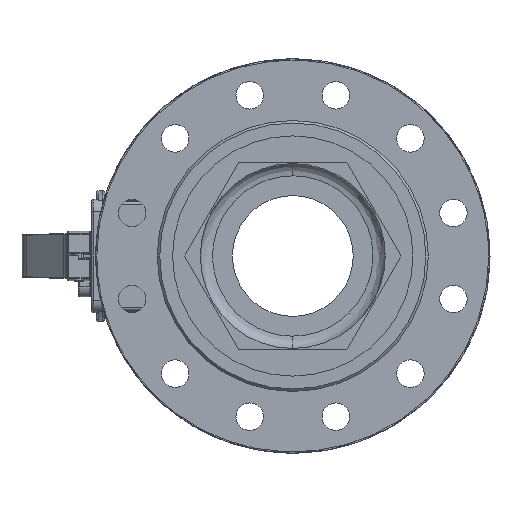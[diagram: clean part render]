
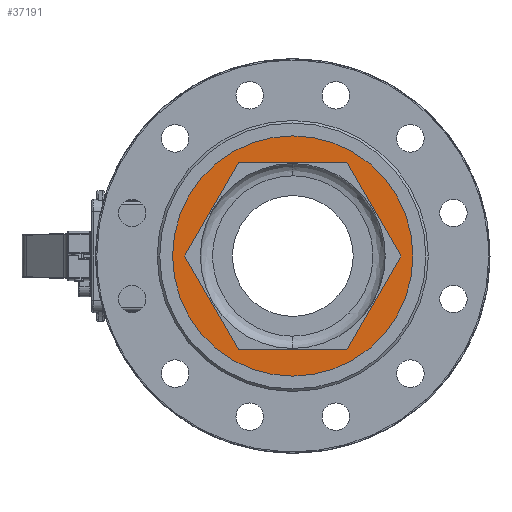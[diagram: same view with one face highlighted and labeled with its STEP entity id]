
A CAD part, left-side view. The second image highlights one B-rep face of the part: STEP entity #37191.
In plain terms, the highlighted planar face has unit normal (-1, 0, 0).
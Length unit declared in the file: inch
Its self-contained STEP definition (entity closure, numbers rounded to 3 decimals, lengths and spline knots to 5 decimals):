
#240 = DIRECTION ( 'NONE',  ( -1., 0., 0. ) ) ;
#3985 = CARTESIAN_POINT ( 'NONE',  ( 0., 3.45501, 0. ) ) ;
#5551 = LINE ( 'NONE', #5899, #12424 ) ;
#5899 = CARTESIAN_POINT ( 'NONE',  ( 0., 0., -2.99213 ) ) ;
#6170 = CIRCLE ( 'NONE', #9650, 3.83858 ) ;
#6645 = ORIENTED_EDGE ( 'NONE', *, *, #59136, .T. ) ;
#8744 = DIRECTION ( 'NONE',  ( -1., 0., 0. ) ) ;
#9575 = ORIENTED_EDGE ( 'NONE', *, *, #53156, .T. ) ;
#9650 = AXIS2_PLACEMENT_3D ( 'NONE', #60803, #240, #44047 ) ;
#9909 = CARTESIAN_POINT ( 'NONE',  ( 0., 1.7275, 2.99213 ) ) ;
#11855 = VERTEX_POINT ( 'NONE', #3985 ) ;
#12424 = VECTOR ( 'NONE', #44589, 39.37008 ) ;
#12844 = LINE ( 'NONE', #67251, #24554 ) ;
#13025 = VECTOR ( 'NONE', #59942, 39.37008 ) ;
#14518 = EDGE_CURVE ( 'NONE', #66142, #52891, #5551, .T. ) ;
#15800 = LINE ( 'NONE', #38073, #13025 ) ;
#17358 = CARTESIAN_POINT ( 'NONE',  ( 0., 0., 2.99213 ) ) ;
#18080 = EDGE_CURVE ( 'NONE', #43240, #56738, #12844, .T. ) ;
#23542 = VECTOR ( 'NONE', #53313, 39.37008 ) ;
#23751 = AXIS2_PLACEMENT_3D ( 'NONE', #48554, #36904, #36161 ) ;
#24554 = VECTOR ( 'NONE', #35107, 39.37008 ) ;
#26566 = ORIENTED_EDGE ( 'NONE', *, *, #64464, .T. ) ;
#29125 = ORIENTED_EDGE ( 'NONE', *, *, #46227, .T. ) ;
#30006 = ORIENTED_EDGE ( 'NONE', *, *, #18080, .T. ) ;
#32695 = ORIENTED_EDGE ( 'NONE', *, *, #63433, .T. ) ;
#33155 = VERTEX_POINT ( 'NONE', #9909 ) ;
#35107 = DIRECTION ( 'NONE',  ( 0., -0.5, -0.866 ) ) ;
#36161 = DIRECTION ( 'NONE',  ( 0., 0., -1. ) ) ;
#36904 = DIRECTION ( 'NONE',  ( -1., 0., 0. ) ) ;
#37152 = ORIENTED_EDGE ( 'NONE', *, *, #14518, .T. ) ;
#37191 = ADVANCED_FACE ( 'NONE', ( #41926, #47411 ), #47766, .T. ) ;
#38073 = CARTESIAN_POINT ( 'NONE',  ( 0., -3.45501, 0. ) ) ;
#41393 = VERTEX_POINT ( 'NONE', #51125 ) ;
#41926 = FACE_OUTER_BOUND ( 'NONE', #66625, .T. ) ;
#41964 = AXIS2_PLACEMENT_3D ( 'NONE', #69662, #8744, #63827 ) ;
#42115 = DIRECTION ( 'NONE',  ( 0., 0.5, 0.866 ) ) ;
#43240 = VERTEX_POINT ( 'NONE', #71917 ) ;
#44047 = DIRECTION ( 'NONE',  ( 0., 0., -1. ) ) ;
#44350 = VECTOR ( 'NONE', #42115, 39.37008 ) ;
#44589 = DIRECTION ( 'NONE',  ( 0., 1., 0. ) ) ;
#45959 = EDGE_LOOP ( 'NONE', ( #37152, #32695, #9575, #26566, #30006, #50518 ) ) ;
#46227 = EDGE_CURVE ( 'NONE', #49976, #41393, #6170, .T. ) ;
#47411 = FACE_BOUND ( 'NONE', #45959, .T. ) ;
#47766 = PLANE ( 'NONE',  #41964 ) ;
#48185 = LINE ( 'NONE', #59836, #23542 ) ;
#48554 = CARTESIAN_POINT ( 'NONE',  ( 0., 0., 0. ) ) ;
#49976 = VERTEX_POINT ( 'NONE', #68282 ) ;
#50518 = ORIENTED_EDGE ( 'NONE', *, *, #53881, .T. ) ;
#50936 = CARTESIAN_POINT ( 'NONE',  ( 0., -1.7275, -2.99213 ) ) ;
#50955 = CARTESIAN_POINT ( 'NONE',  ( 0., -3.45501, 0. ) ) ;
#51125 = CARTESIAN_POINT ( 'NONE',  ( 0., 0., -3.83858 ) ) ;
#52891 = VERTEX_POINT ( 'NONE', #70198 ) ;
#53156 = EDGE_CURVE ( 'NONE', #11855, #33155, #48185, .T. ) ;
#53313 = DIRECTION ( 'NONE',  ( 0., -0.5, 0.866 ) ) ;
#53805 = LINE ( 'NONE', #69848, #44350 ) ;
#53881 = EDGE_CURVE ( 'NONE', #56738, #66142, #15800, .T. ) ;
#55238 = CIRCLE ( 'NONE', #23751, 3.83858 ) ;
#56738 = VERTEX_POINT ( 'NONE', #50955 ) ;
#57478 = DIRECTION ( 'NONE',  ( 0., -1., 0. ) ) ;
#59136 = EDGE_CURVE ( 'NONE', #41393, #49976, #55238, .T. ) ;
#59836 = CARTESIAN_POINT ( 'NONE',  ( 0., 3.45501, 0. ) ) ;
#59942 = DIRECTION ( 'NONE',  ( 0., 0.5, -0.866 ) ) ;
#60803 = CARTESIAN_POINT ( 'NONE',  ( 0., 0., 0. ) ) ;
#63433 = EDGE_CURVE ( 'NONE', #52891, #11855, #53805, .T. ) ;
#63827 = DIRECTION ( 'NONE',  ( 0., 0., 1. ) ) ;
#64464 = EDGE_CURVE ( 'NONE', #33155, #43240, #67359, .T. ) ;
#66142 = VERTEX_POINT ( 'NONE', #50936 ) ;
#66625 = EDGE_LOOP ( 'NONE', ( #6645, #29125 ) ) ;
#67251 = CARTESIAN_POINT ( 'NONE',  ( 0., -1.7275, 2.99213 ) ) ;
#67359 = LINE ( 'NONE', #17358, #67670 ) ;
#67670 = VECTOR ( 'NONE', #57478, 39.37008 ) ;
#68282 = CARTESIAN_POINT ( 'NONE',  ( 0., 0., 3.83858 ) ) ;
#69662 = CARTESIAN_POINT ( 'NONE',  ( 0., 0., 0. ) ) ;
#69848 = CARTESIAN_POINT ( 'NONE',  ( 0., 1.7275, -2.99213 ) ) ;
#70198 = CARTESIAN_POINT ( 'NONE',  ( 0., 1.7275, -2.99213 ) ) ;
#71917 = CARTESIAN_POINT ( 'NONE',  ( 0., -1.7275, 2.99213 ) ) ;
